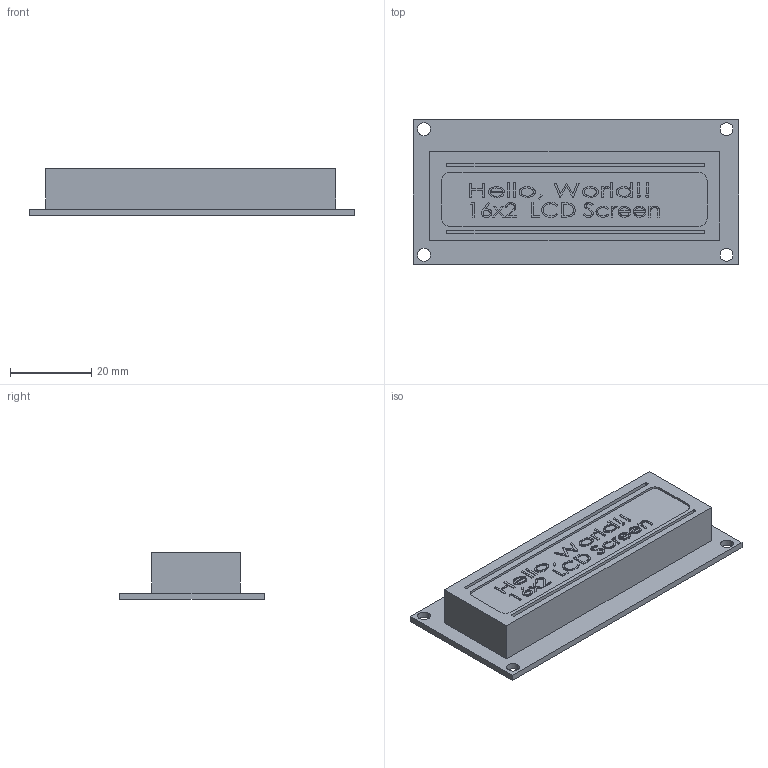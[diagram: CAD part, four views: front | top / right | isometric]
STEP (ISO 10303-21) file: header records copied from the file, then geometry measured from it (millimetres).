
FILE_DESCRIPTION (( 'STEP AP214' ), '1' );
FILE_NAME ('LCD Screen.STEP', '2020-09-17T12:15:31', ( '' ), ( '' ), 'SwSTEP 2.0', 'SolidWorks 2018', '' );
FILE_SCHEMA (( 'AUTOMOTIVE_DESIGN' ));
Length unit declared in the file: millimetre
Products named in the file (1): LCD Screen
Bounding box: 80.08 x 35.54 x 11.55 mm (x, y, z)
Volume: 19293.3 mm3; surface area: 8329.3 mm2
Topology: 1 solids, 1 shells, 349 faces, 921 edges, 614 vertices
Faces by surface type: plane 190, bspline 139, cylinder 20
Entity records: 21658 total; most frequent: CARTESIAN_POINT 10032, ORIENTED_EDGE 1842, DIRECTION 1105, EDGE_CURVE 921, VERTEX_POINT 614, LINE 603, VECTOR 603, EDGE_LOOP 397
